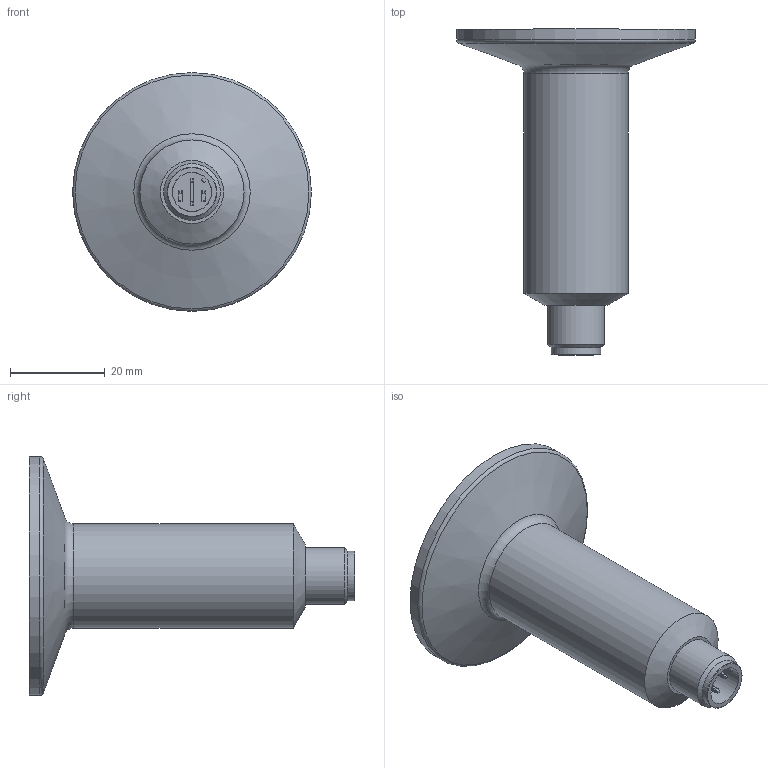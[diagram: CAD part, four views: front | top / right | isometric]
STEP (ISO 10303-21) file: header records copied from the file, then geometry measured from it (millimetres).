
FILE_DESCRIPTION(/* description */ ('Unknown'),/* implementation_level */ '2;1');
FILE_NAME(/* name */ 'PBMH_xxxxxxxx1453xxxxxx',/* time_stamp */ '2023-09-12T07:34:43+02:00',/* author */ ('Unknown'),/* organization */ ('Baumer'),/* preprocessor_version */ 'ST-DEVELOPER v16.7',/* originating_system */ 'Solid Edge',/* authorisation */ 'Unknown');
FILE_SCHEMA (('AUTOMOTIVE_DESIGN {1 0 10303 214 3 1 1}'));
Length unit declared in the file: millimetre
Products named in the file (1): PBMH_xxxxxxxx1453xxxxxx
Bounding box: 50.5 x 68.9 x 50.5 mm (x, y, z)
Volume: 30334.1 mm3; surface area: 8809.9 mm2
Topology: 1 solids, 1 shells, 98 faces, 261 edges, 171 vertices
Faces by surface type: plane 63, cylinder 24, cone 6, torus 5
Full cylindrical faces by diameter (mm): 8.3 x1, 10.5 x1, 12 x1, 22 x1, 50.5 x1
Entity records: 3647 total; most frequent: CARTESIAN_POINT 507, DIRECTION 506, ORIENTED_EDGE 482, EDGE_CURVE 241, LINE 174, VECTOR 174, VERTEX_POINT 167, AXIS2_PLACEMENT_3D 166
